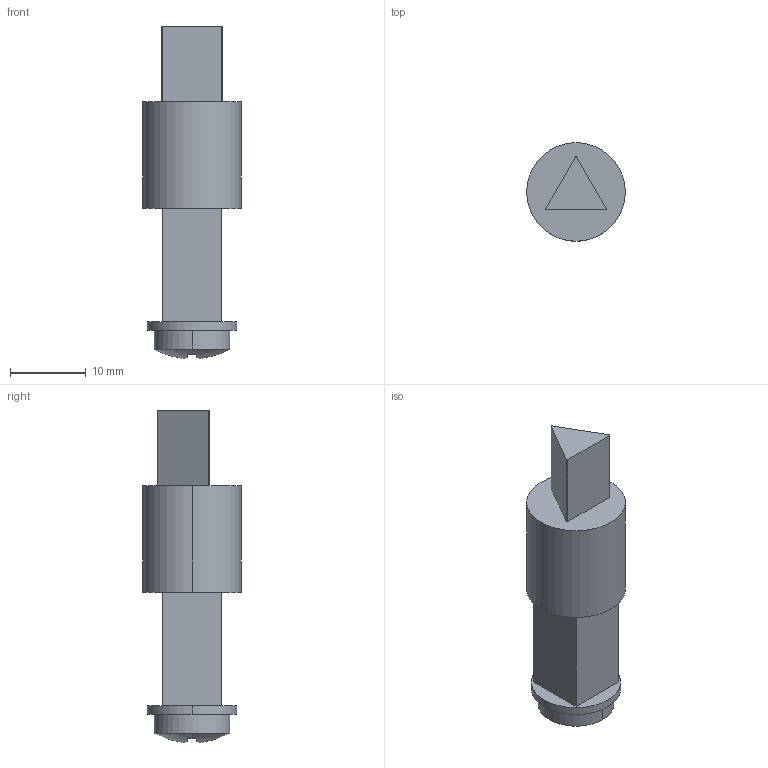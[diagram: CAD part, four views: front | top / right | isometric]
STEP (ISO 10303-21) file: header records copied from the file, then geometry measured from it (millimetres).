
FILE_DESCRIPTION (( 'STEP AP203' ), '1' );
FILE_NAME ('8093-8.step', '2022-02-09T12:15:51', ( '' ), ( '' ), 'SwSTEP 2.0', 'SolidWorks 2018', '' );
FILE_SCHEMA (( 'CONFIG_CONTROL_DESIGN' ));
Length unit declared in the file: millimetre
Products named in the file (7): 8093-XX Teil1; DIN 7045_M5x12; 8093-XX Teil2; 8093-XX Teil1_8093-8 Teil1; 8093-XX Teil2_8093-XX Teil2; DIN 7045; 8093-8
Assembly tree (3 placements, depth 2):
  8093-XX Teil1
  8093-XX Teil2
  DIN 7045
  8093-8
    8093-XX Teil1_8093-8 Teil1
    8093-XX Teil2_8093-XX Teil2
    DIN 7045_M5x12
Bounding box: 13 x 13 x 43.77 mm (x, y, z)
Volume: 3374.9 mm3; surface area: 2496.9 mm2
Topology: 3 solids, 3 shells, 302 faces, 799 edges, 529 vertices
Faces by surface type: plane 142, bspline 134, cylinder 16, cone 8, sphere 2
Entity records: 16329 total; most frequent: CARTESIAN_POINT 9073, ORIENTED_EDGE 1594, DIRECTION 939, EDGE_CURVE 797, VERTEX_POINT 529, LINE 469, VECTOR 469, EDGE_LOOP 332
